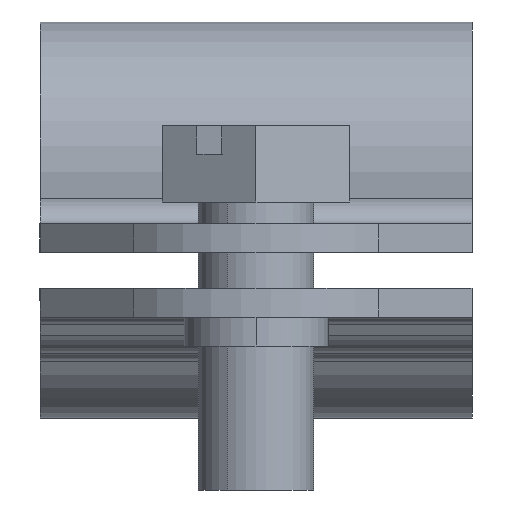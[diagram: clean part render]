
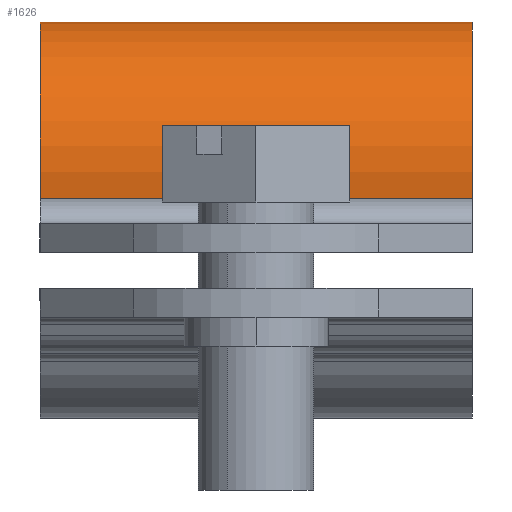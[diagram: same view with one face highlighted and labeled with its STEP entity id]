
A CAD part, left-side view. The second image highlights one B-rep face of the part: STEP entity #1626.
In plain terms, the highlighted cylindrical face has radius 10.5 mm (diameter 21 mm), a partial arc.
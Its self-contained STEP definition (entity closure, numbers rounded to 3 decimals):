
#21 = CIRCLE ( 'NONE', #2468, 10.5 ) ;
#141 = AXIS2_PLACEMENT_3D ( 'NONE', #3090, #3046, #497 ) ;
#234 = VERTEX_POINT ( 'NONE', #1319 ) ;
#337 = DIRECTION ( 'NONE',  ( 0., 0., -1. ) ) ;
#420 = FACE_OUTER_BOUND ( 'NONE', #982, .T. ) ;
#440 = VERTEX_POINT ( 'NONE', #2086 ) ;
#497 = DIRECTION ( 'NONE',  ( 0., 0., -1. ) ) ;
#701 = CARTESIAN_POINT ( 'NONE',  ( 76.933, 30.568, 26.623 ) ) ;
#982 = EDGE_LOOP ( 'NONE', ( #1032, #3068, #3423, #2665 ) ) ;
#1032 = ORIENTED_EDGE ( 'NONE', *, *, #2485, .T. ) ;
#1066 = DIRECTION ( 'NONE',  ( 0., 1., 0. ) ) ;
#1290 = CARTESIAN_POINT ( 'NONE',  ( 87.286, 60.568, 28.373 ) ) ;
#1319 = CARTESIAN_POINT ( 'NONE',  ( 76.933, 60.568, 26.623 ) ) ;
#1559 = CARTESIAN_POINT ( 'NONE',  ( 97.639, 30.568, 26.623 ) ) ;
#1590 = CARTESIAN_POINT ( 'NONE',  ( 76.933, 30.568, 26.623 ) ) ;
#1605 = DIRECTION ( 'NONE',  ( 0., 0., -1. ) ) ;
#1626 = ADVANCED_FACE ( 'NONE', ( #420 ), #3230, .T. ) ;
#1660 = CARTESIAN_POINT ( 'NONE',  ( 97.639, 30.568, 26.623 ) ) ;
#1962 = LINE ( 'NONE', #1660, #2021 ) ;
#2021 = VECTOR ( 'NONE', #1066, 1000. ) ;
#2086 = CARTESIAN_POINT ( 'NONE',  ( 97.639, 60.568, 26.623 ) ) ;
#2103 = EDGE_CURVE ( 'NONE', #2419, #3345, #2999, .T. ) ;
#2377 = CARTESIAN_POINT ( 'NONE',  ( 87.286, 30.568, 28.373 ) ) ;
#2419 = VERTEX_POINT ( 'NONE', #1559 ) ;
#2468 = AXIS2_PLACEMENT_3D ( 'NONE', #1290, #3115, #1605 ) ;
#2485 = EDGE_CURVE ( 'NONE', #234, #3345, #3300, .T. ) ;
#2541 = EDGE_CURVE ( 'NONE', #2419, #440, #1962, .T. ) ;
#2665 = ORIENTED_EDGE ( 'NONE', *, *, #2730, .T. ) ;
#2730 = EDGE_CURVE ( 'NONE', #440, #234, #21, .T. ) ;
#2970 = AXIS2_PLACEMENT_3D ( 'NONE', #2377, #3589, #337 ) ;
#2999 = CIRCLE ( 'NONE', #141, 10.5 ) ;
#3043 = DIRECTION ( 'NONE',  ( 0., -1., 0. ) ) ;
#3046 = DIRECTION ( 'NONE',  ( 0., -1., 0. ) ) ;
#3068 = ORIENTED_EDGE ( 'NONE', *, *, #2103, .F. ) ;
#3090 = CARTESIAN_POINT ( 'NONE',  ( 87.286, 30.568, 28.373 ) ) ;
#3115 = DIRECTION ( 'NONE',  ( 0., -1., 0. ) ) ;
#3173 = VECTOR ( 'NONE', #3043, 1000. ) ;
#3230 = CYLINDRICAL_SURFACE ( 'NONE', #2970, 10.5 ) ;
#3300 = LINE ( 'NONE', #701, #3173 ) ;
#3345 = VERTEX_POINT ( 'NONE', #1590 ) ;
#3423 = ORIENTED_EDGE ( 'NONE', *, *, #2541, .T. ) ;
#3589 = DIRECTION ( 'NONE',  ( 0., -1., 0. ) ) ;
